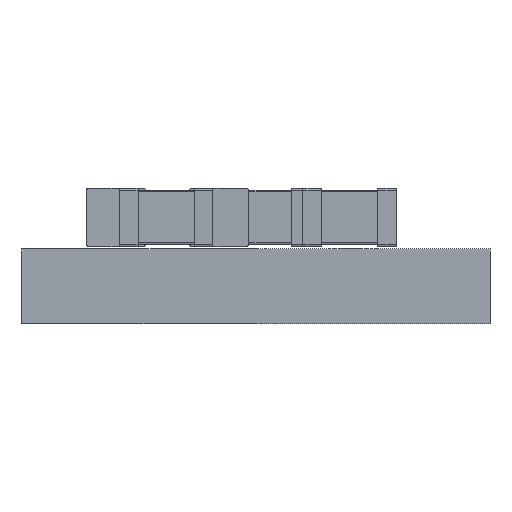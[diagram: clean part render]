
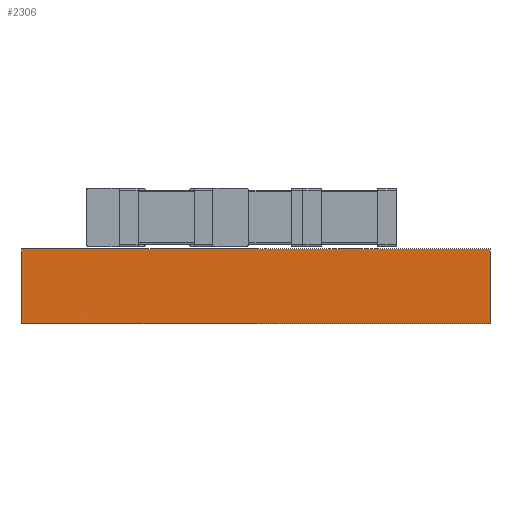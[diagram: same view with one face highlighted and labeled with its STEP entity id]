
A CAD part, left-side view. The second image highlights one B-rep face of the part: STEP entity #2306.
In plain terms, the highlighted planar face has unit normal (-1, 0, 0).
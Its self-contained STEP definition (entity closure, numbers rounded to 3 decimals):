
#2125 = PLANE('',#2126);
#2126 = AXIS2_PLACEMENT_3D('',#2127,#2128,#2129);
#2127 = CARTESIAN_POINT('',(122.5,-109.5,0.));
#2128 = DIRECTION('',(0.,-1.,0.));
#2129 = DIRECTION('',(-1.,0.,0.));
#2150 = VERTEX_POINT('',#2151);
#2151 = CARTESIAN_POINT('',(100.,-109.5,1.6));
#2165 = PLANE('',#2166);
#2166 = AXIS2_PLACEMENT_3D('',#2167,#2168,#2169);
#2167 = CARTESIAN_POINT('',(111.25,-104.5,1.6));
#2168 = DIRECTION('',(-0.,-0.,-1.));
#2169 = DIRECTION('',(-1.,0.,0.));
#2177 = EDGE_CURVE('',#2178,#2150,#2180,.T.);
#2178 = VERTEX_POINT('',#2179);
#2179 = CARTESIAN_POINT('',(100.,-109.5,0.));
#2180 = SURFACE_CURVE('',#2181,(#2185,#2192),.PCURVE_S1.);
#2181 = LINE('',#2182,#2183);
#2182 = CARTESIAN_POINT('',(100.,-109.5,0.));
#2183 = VECTOR('',#2184,1.);
#2184 = DIRECTION('',(0.,0.,1.));
#2185 = PCURVE('',#2125,#2186);
#2186 = DEFINITIONAL_REPRESENTATION('',(#2187),#2191);
#2187 = LINE('',#2188,#2189);
#2188 = CARTESIAN_POINT('',(22.5,0.));
#2189 = VECTOR('',#2190,1.);
#2190 = DIRECTION('',(0.,-1.));
#2191 = ( GEOMETRIC_REPRESENTATION_CONTEXT(2) 
PARAMETRIC_REPRESENTATION_CONTEXT() REPRESENTATION_CONTEXT('2D SPACE',''
  ) );
#2192 = PCURVE('',#2193,#2198);
#2193 = PLANE('',#2194);
#2194 = AXIS2_PLACEMENT_3D('',#2195,#2196,#2197);
#2195 = CARTESIAN_POINT('',(100.,-109.5,0.));
#2196 = DIRECTION('',(-1.,0.,0.));
#2197 = DIRECTION('',(0.,1.,0.));
#2198 = DEFINITIONAL_REPRESENTATION('',(#2199),#2203);
#2199 = LINE('',#2200,#2201);
#2200 = CARTESIAN_POINT('',(0.,0.));
#2201 = VECTOR('',#2202,1.);
#2202 = DIRECTION('',(0.,-1.));
#2203 = ( GEOMETRIC_REPRESENTATION_CONTEXT(2) 
PARAMETRIC_REPRESENTATION_CONTEXT() REPRESENTATION_CONTEXT('2D SPACE',''
  ) );
#2219 = PLANE('',#2220);
#2220 = AXIS2_PLACEMENT_3D('',#2221,#2222,#2223);
#2221 = CARTESIAN_POINT('',(111.25,-104.5,0.));
#2222 = DIRECTION('',(-0.,-0.,-1.));
#2223 = DIRECTION('',(-1.,0.,0.));
#2252 = PLANE('',#2253);
#2253 = AXIS2_PLACEMENT_3D('',#2254,#2255,#2256);
#2254 = CARTESIAN_POINT('',(100.,-99.5,0.));
#2255 = DIRECTION('',(0.,1.,0.));
#2256 = DIRECTION('',(1.,0.,0.));
#2306 = ADVANCED_FACE('',(#2307),#2193,.T.);
#2307 = FACE_BOUND('',#2308,.T.);
#2308 = EDGE_LOOP('',(#2309,#2310,#2333,#2356));
#2309 = ORIENTED_EDGE('',*,*,#2177,.T.);
#2310 = ORIENTED_EDGE('',*,*,#2311,.T.);
#2311 = EDGE_CURVE('',#2150,#2312,#2314,.T.);
#2312 = VERTEX_POINT('',#2313);
#2313 = CARTESIAN_POINT('',(100.,-99.5,1.6));
#2314 = SURFACE_CURVE('',#2315,(#2319,#2326),.PCURVE_S1.);
#2315 = LINE('',#2316,#2317);
#2316 = CARTESIAN_POINT('',(100.,-109.5,1.6));
#2317 = VECTOR('',#2318,1.);
#2318 = DIRECTION('',(0.,1.,0.));
#2319 = PCURVE('',#2193,#2320);
#2320 = DEFINITIONAL_REPRESENTATION('',(#2321),#2325);
#2321 = LINE('',#2322,#2323);
#2322 = CARTESIAN_POINT('',(0.,-1.6));
#2323 = VECTOR('',#2324,1.);
#2324 = DIRECTION('',(1.,0.));
#2325 = ( GEOMETRIC_REPRESENTATION_CONTEXT(2) 
PARAMETRIC_REPRESENTATION_CONTEXT() REPRESENTATION_CONTEXT('2D SPACE',''
  ) );
#2326 = PCURVE('',#2165,#2327);
#2327 = DEFINITIONAL_REPRESENTATION('',(#2328),#2332);
#2328 = LINE('',#2329,#2330);
#2329 = CARTESIAN_POINT('',(11.25,-5.));
#2330 = VECTOR('',#2331,1.);
#2331 = DIRECTION('',(0.,1.));
#2332 = ( GEOMETRIC_REPRESENTATION_CONTEXT(2) 
PARAMETRIC_REPRESENTATION_CONTEXT() REPRESENTATION_CONTEXT('2D SPACE',''
  ) );
#2333 = ORIENTED_EDGE('',*,*,#2334,.F.);
#2334 = EDGE_CURVE('',#2335,#2312,#2337,.T.);
#2335 = VERTEX_POINT('',#2336);
#2336 = CARTESIAN_POINT('',(100.,-99.5,0.));
#2337 = SURFACE_CURVE('',#2338,(#2342,#2349),.PCURVE_S1.);
#2338 = LINE('',#2339,#2340);
#2339 = CARTESIAN_POINT('',(100.,-99.5,0.));
#2340 = VECTOR('',#2341,1.);
#2341 = DIRECTION('',(0.,0.,1.));
#2342 = PCURVE('',#2193,#2343);
#2343 = DEFINITIONAL_REPRESENTATION('',(#2344),#2348);
#2344 = LINE('',#2345,#2346);
#2345 = CARTESIAN_POINT('',(10.,0.));
#2346 = VECTOR('',#2347,1.);
#2347 = DIRECTION('',(0.,-1.));
#2348 = ( GEOMETRIC_REPRESENTATION_CONTEXT(2) 
PARAMETRIC_REPRESENTATION_CONTEXT() REPRESENTATION_CONTEXT('2D SPACE',''
  ) );
#2349 = PCURVE('',#2252,#2350);
#2350 = DEFINITIONAL_REPRESENTATION('',(#2351),#2355);
#2351 = LINE('',#2352,#2353);
#2352 = CARTESIAN_POINT('',(0.,0.));
#2353 = VECTOR('',#2354,1.);
#2354 = DIRECTION('',(0.,-1.));
#2355 = ( GEOMETRIC_REPRESENTATION_CONTEXT(2) 
PARAMETRIC_REPRESENTATION_CONTEXT() REPRESENTATION_CONTEXT('2D SPACE',''
  ) );
#2356 = ORIENTED_EDGE('',*,*,#2357,.F.);
#2357 = EDGE_CURVE('',#2178,#2335,#2358,.T.);
#2358 = SURFACE_CURVE('',#2359,(#2363,#2370),.PCURVE_S1.);
#2359 = LINE('',#2360,#2361);
#2360 = CARTESIAN_POINT('',(100.,-109.5,0.));
#2361 = VECTOR('',#2362,1.);
#2362 = DIRECTION('',(0.,1.,0.));
#2363 = PCURVE('',#2193,#2364);
#2364 = DEFINITIONAL_REPRESENTATION('',(#2365),#2369);
#2365 = LINE('',#2366,#2367);
#2366 = CARTESIAN_POINT('',(0.,0.));
#2367 = VECTOR('',#2368,1.);
#2368 = DIRECTION('',(1.,0.));
#2369 = ( GEOMETRIC_REPRESENTATION_CONTEXT(2) 
PARAMETRIC_REPRESENTATION_CONTEXT() REPRESENTATION_CONTEXT('2D SPACE',''
  ) );
#2370 = PCURVE('',#2219,#2371);
#2371 = DEFINITIONAL_REPRESENTATION('',(#2372),#2376);
#2372 = LINE('',#2373,#2374);
#2373 = CARTESIAN_POINT('',(11.25,-5.));
#2374 = VECTOR('',#2375,1.);
#2375 = DIRECTION('',(0.,1.));
#2376 = ( GEOMETRIC_REPRESENTATION_CONTEXT(2) 
PARAMETRIC_REPRESENTATION_CONTEXT() REPRESENTATION_CONTEXT('2D SPACE',''
  ) );
